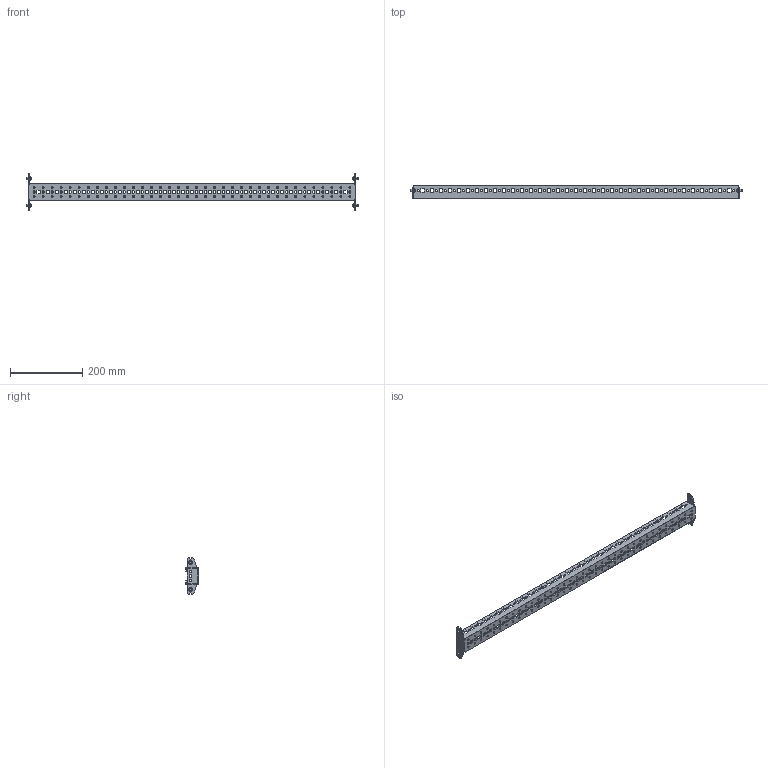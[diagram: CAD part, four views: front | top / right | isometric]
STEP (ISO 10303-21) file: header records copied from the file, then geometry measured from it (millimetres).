
FILE_DESCRIPTION (( 'STEP AP203' ), '1' );
FILE_NAME ('FO-00-VRC-100 FORMAT Ðåéêà ìîíòàæíàÿ òèï C 1000 IEK.STEP', '2025-01-21T10:15:26', ( '' ), ( '' ), 'SwSTEP 2.0', 'SolidWorks 2022', '' );
FILE_SCHEMA (( 'CONFIG_CONTROL_DESIGN' ));
Length unit declared in the file: millimetre
Products named in the file (1): FO-00-VRC-100 FORMAT Рейка монтажная тип C 1000 IEK
Bounding box: 920.4 x 34 x 101.5 mm (x, y, z)
Volume: 209871.1 mm3; surface area: 228124.6 mm2
Topology: 1 solids, 1 shells, 1006 faces, 2932 edges, 1944 vertices
Faces by surface type: plane 514, cylinder 460, cone 16, torus 16
Entity records: 34709 total; most frequent: DIRECTION 5914, CARTESIAN_POINT 5883, ORIENTED_EDGE 5864, EDGE_CURVE 2932, AXIS2_PLACEMENT_3D 1975, VECTOR 1964, LINE 1964, VERTEX_POINT 1944
